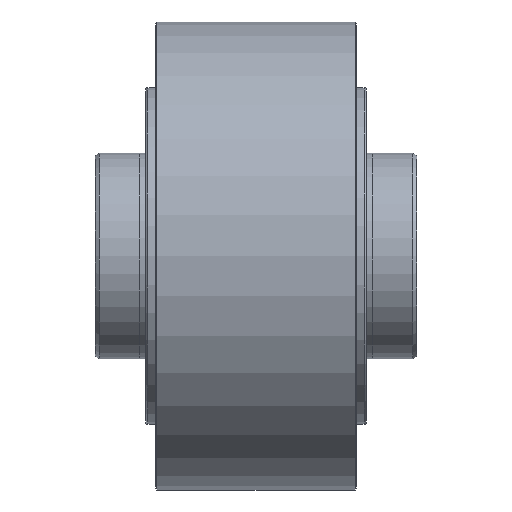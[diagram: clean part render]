
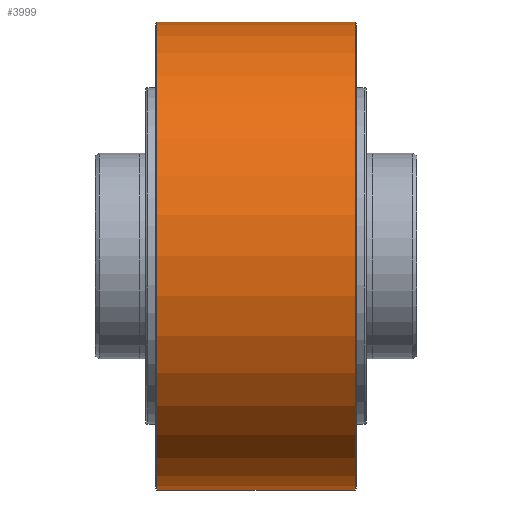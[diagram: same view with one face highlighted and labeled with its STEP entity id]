
A CAD part, top view. The second image highlights one B-rep face of the part: STEP entity #3999.
In plain terms, the highlighted cylindrical face has radius 62.5 mm (diameter 125 mm), a partial arc.
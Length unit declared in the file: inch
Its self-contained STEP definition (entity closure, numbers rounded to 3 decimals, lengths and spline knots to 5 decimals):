
#141=CARTESIAN_POINT('',(1.04331,0.,0.));
#142=DIRECTION('',(1.,0.,0.));
#143=DIRECTION('',(0.,1.,0.));
#144=AXIS2_PLACEMENT_3D('',#141,#142,#143);
#281=DIRECTION('',(1.,0.,0.));
#282=VECTOR('',#281,2.08661);
#283=CARTESIAN_POINT('',(-1.04331,2.46063,0.));
#284=LINE('',#283,#282);
#285=DIRECTION('',(-1.,0.,0.));
#286=VECTOR('',#285,2.08661);
#287=CARTESIAN_POINT('',(1.04331,-2.46063,0.));
#288=LINE('',#287,#286);
#289=CARTESIAN_POINT('',(-1.04331,0.,0.));
#290=DIRECTION('',(-1.,0.,0.));
#291=DIRECTION('',(0.,-1.,0.));
#292=AXIS2_PLACEMENT_3D('',#289,#290,#291);
#3367=CARTESIAN_POINT('',(-1.04331,-2.46063,0.));
#3368=CARTESIAN_POINT('',(-1.04331,2.46063,0.));
#3369=VERTEX_POINT('',#3367);
#3370=VERTEX_POINT('',#3368);
#3371=CARTESIAN_POINT('',(1.04331,2.46063,0.));
#3372=VERTEX_POINT('',#3371);
#3373=CARTESIAN_POINT('',(1.04331,-2.46063,0.));
#3374=VERTEX_POINT('',#3373);
#3985=CARTESIAN_POINT('',(-1.04331,0.,0.));
#3986=DIRECTION('',(1.,0.,0.));
#3987=DIRECTION('',(0.,-1.,0.));
#3988=AXIS2_PLACEMENT_3D('',#3985,#3986,#3987);
#3989=CYLINDRICAL_SURFACE('',#3988,2.46063);
#3991=ORIENTED_EDGE('',*,*,#3990,.T.);
#3993=ORIENTED_EDGE('',*,*,#3992,.T.);
#3995=ORIENTED_EDGE('',*,*,#3994,.T.);
#3996=ORIENTED_EDGE('',*,*,#3866,.T.);
#3997=EDGE_LOOP('',(#3991,#3993,#3995,#3996));
#3998=FACE_OUTER_BOUND('',#3997,.F.);
#145=CIRCLE('',#144,2.46063);
#293=CIRCLE('',#292,2.46063);
#3866=EDGE_CURVE('',#3372,#3374,#145,.T.);
#3990=EDGE_CURVE('',#3374,#3369,#288,.T.);
#3992=EDGE_CURVE('',#3369,#3370,#293,.T.);
#3994=EDGE_CURVE('',#3370,#3372,#284,.T.);
#3999=ADVANCED_FACE('',(#3998),#3989,.T.);
